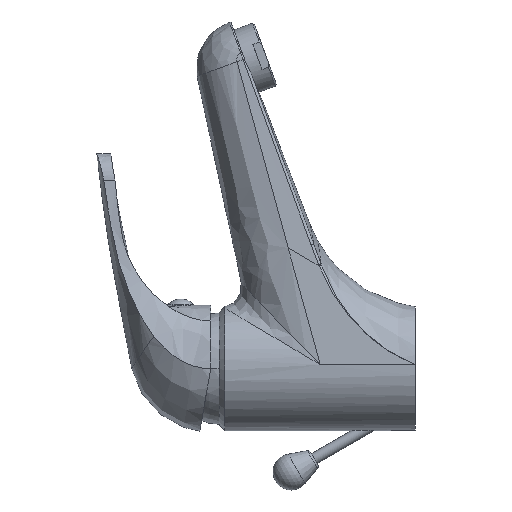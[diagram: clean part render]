
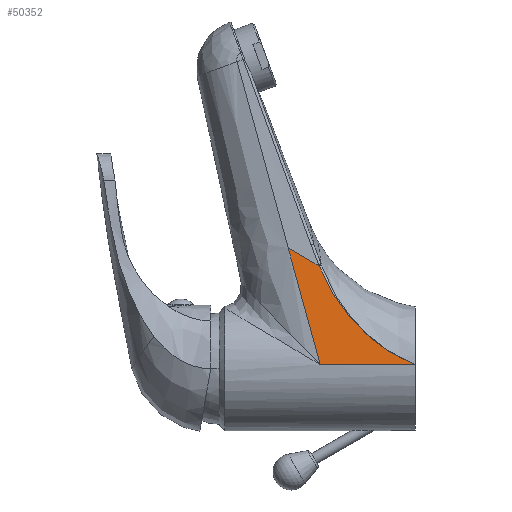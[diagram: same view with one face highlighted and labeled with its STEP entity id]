
A CAD part, left-side view. The second image highlights one B-rep face of the part: STEP entity #50352.
In plain terms, the highlighted free-form (B-spline) face has degree [5, 5] with [8, 6] control points.
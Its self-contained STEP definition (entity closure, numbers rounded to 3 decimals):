
#9420=CARTESIAN_POINT('',(-19.949,34.582,36.903));
#9421=CARTESIAN_POINT('',(-19.989,34.332,36.271));
#9422=CARTESIAN_POINT('',(-20.07,33.813,35.011));
#9423=CARTESIAN_POINT('',(-20.189,32.97,33.132));
#9424=CARTESIAN_POINT('',(-20.307,32.068,31.275));
#9425=CARTESIAN_POINT('',(-20.424,31.11,29.45));
#9426=CARTESIAN_POINT('',(-20.537,30.103,27.664));
#9427=CARTESIAN_POINT('',(-20.648,29.05,25.925));
#9428=CARTESIAN_POINT('',(-20.755,27.953,24.233));
#9429=CARTESIAN_POINT('',(-20.859,26.816,22.594));
#9430=CARTESIAN_POINT('',(-20.96,25.64,21.005));
#9431=CARTESIAN_POINT('',(-21.058,24.424,19.465));
#9432=CARTESIAN_POINT('',(-21.153,23.167,17.972));
#9433=CARTESIAN_POINT('',(-21.245,21.87,16.525));
#9434=CARTESIAN_POINT('',(-21.334,20.534,15.125));
#9435=CARTESIAN_POINT('',(-21.42,19.158,13.771));
#9436=CARTESIAN_POINT('',(-21.503,17.742,12.463));
#9437=CARTESIAN_POINT('',(-21.583,16.29,11.203));
#9438=CARTESIAN_POINT('',(-21.66,14.801,9.991));
#9439=CARTESIAN_POINT('',(-21.734,13.277,8.829));
#9440=CARTESIAN_POINT('',(-21.805,11.719,7.716));
#9441=CARTESIAN_POINT('',(-21.872,10.13,6.655));
#9442=CARTESIAN_POINT('',(-21.936,8.51,5.646));
#9443=CARTESIAN_POINT('',(-21.997,6.861,4.689));
#9444=CARTESIAN_POINT('',(-22.054,5.185,3.785));
#9445=CARTESIAN_POINT('',(-22.108,3.483,2.936));
#9446=CARTESIAN_POINT('',(-22.159,1.755,2.141));
#9447=CARTESIAN_POINT('',(-22.19,0.588,
1.648));
#9448=CARTESIAN_POINT('',(-22.205,0.,1.41));
#9450=CARTESIAN_POINT('',(-19.949,34.582,36.903));
#9451=CARTESIAN_POINT('',(-19.804,38.287,39.053));
#9452=CARTESIAN_POINT('',(-19.659,41.992,41.203));
#9453=CARTESIAN_POINT('',(-19.514,45.697,43.354));
#9495=DIRECTION('',(0.,1.,0.));
#9496=VECTOR('',#9495,34.164);
#9497=CARTESIAN_POINT('',(-22.205,0.,1.41));
#9498=LINE('',#9497,#9496);
#9779=CARTESIAN_POINT('',(-22.204,34.167,1.425));
#9813=DIRECTION('',(0.062,0.265,0.962));
#9814=VECTOR('',#9813,43.575);
#9815=CARTESIAN_POINT('',(-22.205,34.164,1.419));
#9816=LINE('',#9815,#9814);
#35223=CARTESIAN_POINT('',(-19.514,45.697,
43.354));
#35224=VERTEX_POINT('',#35223);
#35226=VERTEX_POINT('',#9779);
#35578=VERTEX_POINT('',#9420);
#35579=VERTEX_POINT('',#9448);
#50295=CARTESIAN_POINT('',(-22.217,-0.829,
1.218));
#50296=CARTESIAN_POINT('',(-22.221,6.215,
1.169));
#50297=CARTESIAN_POINT('',(-22.224,13.258,
1.12));
#50298=CARTESIAN_POINT('',(-22.227,20.302,
1.07));
#50299=CARTESIAN_POINT('',(-22.23,27.345,
1.021));
#50300=CARTESIAN_POINT('',(-22.233,34.389,
0.972));
#50301=CARTESIAN_POINT('',(-22.099,3.96,
3.081));
#50302=CARTESIAN_POINT('',(-22.071,10.274,
3.52));
#50303=CARTESIAN_POINT('',(-22.042,16.588,
3.96));
#50304=CARTESIAN_POINT('',(-22.014,22.902,
4.399));
#50305=CARTESIAN_POINT('',(-21.986,29.216,
4.838));
#50306=CARTESIAN_POINT('',(-21.957,35.53,
5.277));
#50307=CARTESIAN_POINT('',(-21.875,10.79,
6.616));
#50308=CARTESIAN_POINT('',(-21.809,16.079,
7.63));
#50309=CARTESIAN_POINT('',(-21.743,21.368,
8.643));
#50310=CARTESIAN_POINT('',(-21.678,26.657,
9.657));
#50311=CARTESIAN_POINT('',(-21.612,31.945,
10.67));
#50312=CARTESIAN_POINT('',(-21.546,37.234,
11.684));
#50313=CARTESIAN_POINT('',(-21.482,19.134,
12.804));
#50314=CARTESIAN_POINT('',(-21.385,23.213,
14.296));
#50315=CARTESIAN_POINT('',(-21.287,27.292,
15.788));
#50316=CARTESIAN_POINT('',(-21.19,31.37,
17.28));
#50317=CARTESIAN_POINT('',(-21.093,35.449,
18.772));
#50318=CARTESIAN_POINT('',(-20.995,39.528,
20.264));
#50319=CARTESIAN_POINT('',(-20.986,25.968,
20.614));
#50320=CARTESIAN_POINT('',(-20.878,29.142,
22.257));
#50321=CARTESIAN_POINT('',(-20.77,32.315,
23.9));
#50322=CARTESIAN_POINT('',(-20.662,35.489,
25.543));
#50323=CARTESIAN_POINT('',(-20.554,38.663,
27.186));
#50324=CARTESIAN_POINT('',(-20.446,41.837,
28.828));
#50325=CARTESIAN_POINT('',(-20.413,30.936,
29.637));
#50326=CARTESIAN_POINT('',(-20.31,33.581,
31.186));
#50327=CARTESIAN_POINT('',(-20.207,36.227,
32.735));
#50328=CARTESIAN_POINT('',(-20.103,38.872,
34.283));
#50329=CARTESIAN_POINT('',(-20.,41.518,
35.832));
#50330=CARTESIAN_POINT('',(-19.897,44.164,
37.38));
#50331=CARTESIAN_POINT('',(-20.114,32.906,
34.345));
#50332=CARTESIAN_POINT('',(-20.016,35.391,
35.806));
#50333=CARTESIAN_POINT('',(-19.918,37.876,
37.267));
#50334=CARTESIAN_POINT('',(-19.819,40.361,
38.729));
#50335=CARTESIAN_POINT('',(-19.721,42.846,
40.19));
#50336=CARTESIAN_POINT('',(-19.623,45.331,
41.651));
#50337=CARTESIAN_POINT('',(-19.958,33.778,
36.796));
#50338=CARTESIAN_POINT('',(-19.863,36.208,
38.202));
#50339=CARTESIAN_POINT('',(-19.768,38.638,
39.608));
#50340=CARTESIAN_POINT('',(-19.673,41.068,
41.014));
#50341=CARTESIAN_POINT('',(-19.578,43.498,
42.42));
#50342=CARTESIAN_POINT('',(-19.483,45.928,
43.827));
#50343=B_SPLINE_SURFACE_WITH_KNOTS('',5,5,((#50295,#50296,#50297,#50298,#50299,
#50300),(#50301,#50302,#50303,#50304,#50305,#50306),(#50307,#50308,#50309,
#50310,#50311,#50312),(#50313,#50314,#50315,#50316,#50317,#50318),(#50319,
#50320,#50321,#50322,#50323,#50324),(#50325,#50326,#50327,#50328,#50329,#50330),
(#50331,#50332,#50333,#50334,#50335,#50336),(#50337,#50338,#50339,#50340,#50341,
#50342)),.UNSPECIFIED.,.F.,.F.,.F.,(6,1,1,6),(6,6),(-0.004,
0.193,0.289,0.389),(-0.01,
1.01),.UNSPECIFIED.);
#50344=ORIENTED_EDGE('',*,*,#50276,.T.);
#50346=ORIENTED_EDGE('',*,*,#50345,.T.);
#50348=ORIENTED_EDGE('',*,*,#50347,.T.);
#50349=ORIENTED_EDGE('',*,*,#50044,.F.);
#50350=EDGE_LOOP('',(#50344,#50346,#50348,#50349));
#50351=FACE_OUTER_BOUND('',#50350,.F.);
#50352=ADVANCED_FACE('',(#50351),#50343,.T.);
#9449=B_SPLINE_CURVE_WITH_KNOTS('',3,(#9420,#9421,#9422,#9423,#9424,#9425,#9426,
#9427,#9428,#9429,#9430,#9431,#9432,#9433,#9434,#9435,#9436,#9437,#9438,#9439,
#9440,#9441,#9442,#9443,#9444,#9445,#9446,#9447,#9448),.UNSPECIFIED.,.F.,.F.,(4,
1,1,1,1,1,1,1,1,1,1,1,1,1,1,1,1,1,1,1,1,1,1,1,1,1,4),(0.,0.038,
0.077,0.115,0.154,0.192,
0.231,0.269,0.308,0.346,
0.385,0.423,0.462,0.5,0.538,
0.577,0.615,0.654,0.692,
0.731,0.769,0.808,0.846,
0.885,0.923,0.962,1.),.UNSPECIFIED.);
#9454=B_SPLINE_CURVE_WITH_KNOTS('',3,(#9450,#9451,#9452,#9453),.UNSPECIFIED.,
.F.,.F.,(4,4),(0.,1.),.UNSPECIFIED.);
#50044=EDGE_CURVE('',#35578,#35224,#9454,.T.);
#50276=EDGE_CURVE('',#35578,#35579,#9449,.T.);
#50345=EDGE_CURVE('',#35579,#35226,#9498,.T.);
#50347=EDGE_CURVE('',#35226,#35224,#9816,.T.);
